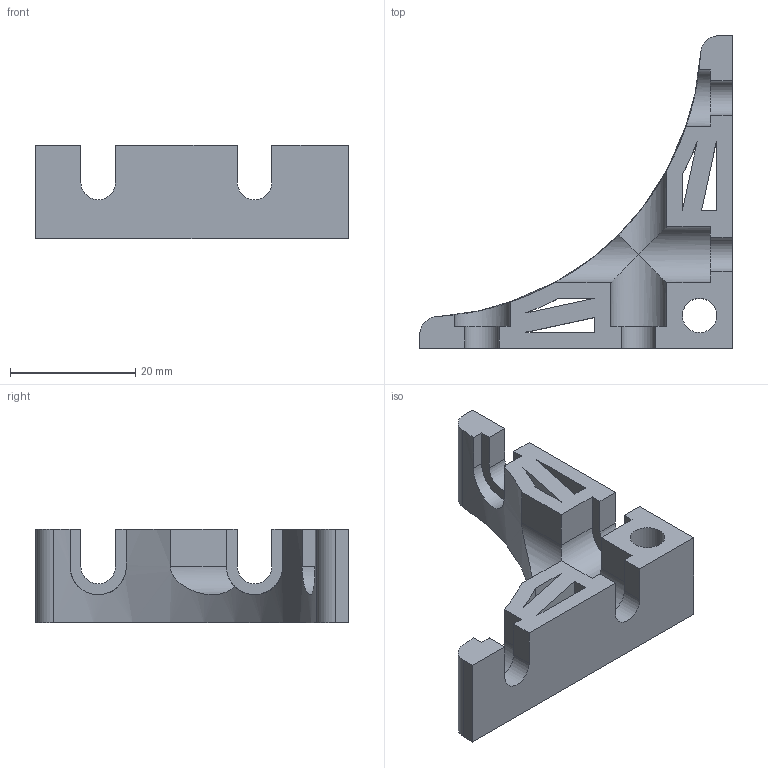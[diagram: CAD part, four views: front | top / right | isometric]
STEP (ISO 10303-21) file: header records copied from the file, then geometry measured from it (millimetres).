
FILE_DESCRIPTION((''),'2;1');
FILE_NAME('CORNER 2.stp','2014-06-10T15:00:06',('jge'),(''),'Autodesk Inventor 2012','Autodesk Inventor 2012','');
FILE_SCHEMA(('AUTOMOTIVE_DESIGN { 1 0 10303 214 1 1 1 1 }'));
Length unit declared in the file: millimetre
Products named in the file (1): CORNER 2
Bounding box: 50 x 50 x 15 mm (x, y, z)
Volume: 8815.6 mm3; surface area: 6546.1 mm2
Topology: 1 solids, 2 shells, 94 faces, 250 edges, 166 vertices
Faces by surface type: plane 63, cylinder 31
Full cylindrical faces by diameter (mm): 5.5 x1
Entity records: 3033 total; most frequent: CARTESIAN_POINT 628, ORIENTED_EDGE 496, DIRECTION 476, EDGE_CURVE 248, VECTOR 184, LINE 184, VERTEX_POINT 165, AXIS2_PLACEMENT_3D 146
